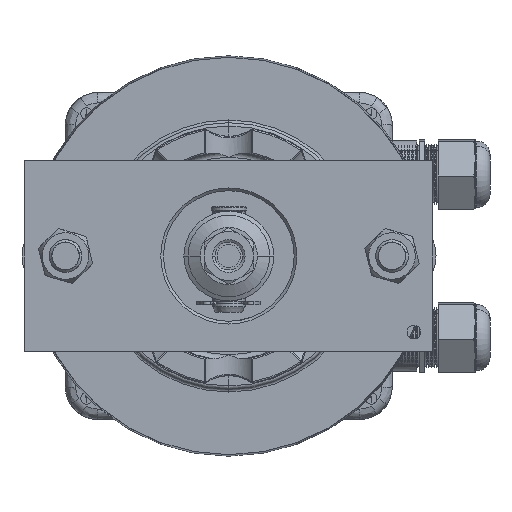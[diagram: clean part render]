
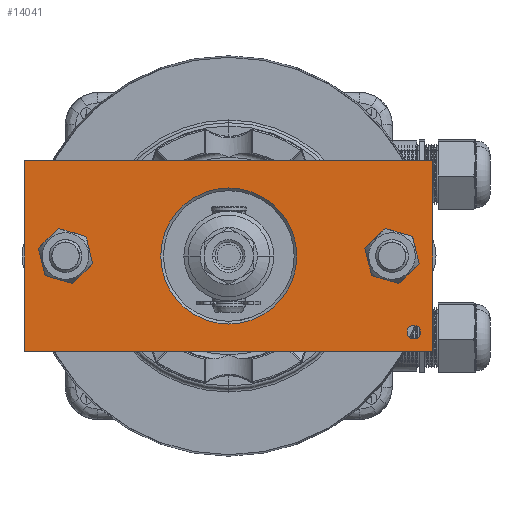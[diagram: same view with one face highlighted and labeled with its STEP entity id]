
A CAD part, front view. The second image highlights one B-rep face of the part: STEP entity #14041.
In plain terms, the highlighted face is planar.
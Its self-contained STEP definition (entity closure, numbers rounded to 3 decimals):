
#565 = CARTESIAN_POINT ( 'NONE',  ( 75., 20., 35. ) ) ;
#568 = CARTESIAN_POINT ( 'NONE',  ( 60., 20., -6.1 ) ) ;
#570 = CARTESIAN_POINT ( 'NONE',  ( 75., 20., -35. ) ) ;
#572 = CARTESIAN_POINT ( 'NONE',  ( -60., 20., 6.1 ) ) ;
#575 = CARTESIAN_POINT ( 'NONE',  ( 60., 20., 6.1 ) ) ;
#588 = CARTESIAN_POINT ( 'NONE',  ( 0., 20., 25. ) ) ;
#589 = CARTESIAN_POINT ( 'NONE',  ( 0., 20., -25. ) ) ;
#596 = CARTESIAN_POINT ( 'NONE',  ( -68., 20., -25.5 ) ) ;
#597 = CARTESIAN_POINT ( 'NONE',  ( -60., 20., -6.1 ) ) ;
#601 = CARTESIAN_POINT ( 'NONE',  ( -68., 20., -30.5 ) ) ;
#603 = CARTESIAN_POINT ( 'NONE',  ( -75., 20., -35. ) ) ;
#604 = CARTESIAN_POINT ( 'NONE',  ( -75., 20., 35. ) ) ;
#3312 = ORIENTED_EDGE ( 'NONE', *, *, #9349, .F. ) ;
#3313 = ORIENTED_EDGE ( 'NONE', *, *, #9059, .F. ) ;
#3314 = ORIENTED_EDGE ( 'NONE', *, *, #9061, .T. ) ;
#3316 = ORIENTED_EDGE ( 'NONE', *, *, #9053, .T. ) ;
#3317 = ORIENTED_EDGE ( 'NONE', *, *, #9063, .T. ) ;
#3318 = ORIENTED_EDGE ( 'NONE', *, *, #9065, .T. ) ;
#3327 = VERTEX_POINT ( 'NONE', #570 ) ;
#3328 = VERTEX_POINT ( 'NONE', #568 ) ;
#3330 = VERTEX_POINT ( 'NONE', #565 ) ;
#3331 = VERTEX_POINT ( 'NONE', #572 ) ;
#3335 = VERTEX_POINT ( 'NONE', #575 ) ;
#3348 = VERTEX_POINT ( 'NONE', #588 ) ;
#3349 = VERTEX_POINT ( 'NONE', #589 ) ;
#3356 = VERTEX_POINT ( 'NONE', #596 ) ;
#3357 = VERTEX_POINT ( 'NONE', #597 ) ;
#3361 = VERTEX_POINT ( 'NONE', #601 ) ;
#3363 = VERTEX_POINT ( 'NONE', #603 ) ;
#3364 = VERTEX_POINT ( 'NONE', #604 ) ;
#5450 = ORIENTED_EDGE ( 'NONE', *, *, #9067, .F. ) ;
#5452 = ORIENTED_EDGE ( 'NONE', *, *, #10599, .T. ) ;
#5454 = ORIENTED_EDGE ( 'NONE', *, *, #10594, .T. ) ;
#5455 = ORIENTED_EDGE ( 'NONE', *, *, #10612, .F. ) ;
#5457 = ORIENTED_EDGE ( 'NONE', *, *, #44917, .T. ) ;
#5465 = ORIENTED_EDGE ( 'NONE', *, *, #10582, .T. ) ;
#6557 = EDGE_LOOP ( 'NONE', ( #5454, #5457 ) ) ;
#6562 = EDGE_LOOP ( 'NONE', ( #3317, #3316, #3314, #3318 ) ) ;
#6566 = EDGE_LOOP ( 'NONE', ( #5465, #5452 ) ) ;
#6629 = EDGE_LOOP ( 'NONE', ( #3312, #3313 ) ) ;
#6635 = EDGE_LOOP ( 'NONE', ( #5455, #5450 ) ) ;
#9053 = EDGE_CURVE ( 'NONE', #3327, #3363, #17402, .T. ) ;
#9059 = EDGE_CURVE ( 'NONE', #3331, #3357, #17428, .T. ) ;
#9061 = EDGE_CURVE ( 'NONE', #3363, #3364, #17434, .T. ) ;
#9063 = EDGE_CURVE ( 'NONE', #3330, #3327, #17442, .T. ) ;
#9065 = EDGE_CURVE ( 'NONE', #3364, #3330, #17436, .T. ) ;
#9067 = EDGE_CURVE ( 'NONE', #3335, #3328, #17458, .T. ) ;
#9349 = EDGE_CURVE ( 'NONE', #3357, #3331, #18185, .T. ) ;
#10582 = EDGE_CURVE ( 'NONE', #3348, #3349, #18688, .T. ) ;
#10594 = EDGE_CURVE ( 'NONE', #3361, #3356, #18712, .T. ) ;
#10599 = EDGE_CURVE ( 'NONE', #3349, #3348, #18722, .T. ) ;
#10612 = EDGE_CURVE ( 'NONE', #3328, #3335, #18740, .T. ) ;
#14041 = ADVANCED_FACE ( 'NONE', ( #29052, #29057, #29047, #29054, #29055 ), #16084, .F. ) ;
#16083 = DIRECTION ( 'NONE',  ( 0., -1., 0. ) ) ;
#16084 = PLANE ( 'NONE',  #33878 ) ;
#16086 = CARTESIAN_POINT ( 'NONE',  ( 0., 20., 0. ) ) ;
#16088 = DIRECTION ( 'NONE',  ( 0., 0., -1. ) ) ;
#17402 = LINE ( 'NONE', #43998, #17418 ) ;
#17418 = VECTOR ( 'NONE', #44002, 1000. ) ;
#17428 = CIRCLE ( 'NONE', #28123, 6.1 ) ;
#17434 = LINE ( 'NONE', #44020, #17440 ) ;
#17436 = LINE ( 'NONE', #44019, #17456 ) ;
#17440 = VECTOR ( 'NONE', #44015, 1000. ) ;
#17442 = LINE ( 'NONE', #44026, #17448 ) ;
#17448 = VECTOR ( 'NONE', #44027, 1000. ) ;
#17456 = VECTOR ( 'NONE', #44030, 1000. ) ;
#17458 = CIRCLE ( 'NONE', #28126, 6.1 ) ;
#18185 = CIRCLE ( 'NONE', #28265, 6.1 ) ;
#18688 = CIRCLE ( 'NONE', #28318, 25. ) ;
#18712 = CIRCLE ( 'NONE', #28321, 2.5 ) ;
#18722 = CIRCLE ( 'NONE', #28322, 25. ) ;
#18740 = CIRCLE ( 'NONE', #28323, 6.1 ) ;
#19263 = CIRCLE ( 'NONE', #35897, 2.5 ) ;
#20130 = CARTESIAN_POINT ( 'NONE',  ( -68., 20., -28. ) ) ;
#20131 = DIRECTION ( 'NONE',  ( 0., -1., 0. ) ) ;
#20132 = DIRECTION ( 'NONE',  ( 0., 0., -1. ) ) ;
#28123 = AXIS2_PLACEMENT_3D ( 'NONE', #44016, #44017, #44018 ) ;
#28126 = AXIS2_PLACEMENT_3D ( 'NONE', #44034, #44035, #44036 ) ;
#28265 = AXIS2_PLACEMENT_3D ( 'NONE', #31546, #31547, #31548 ) ;
#28318 = AXIS2_PLACEMENT_3D ( 'NONE', #43696, #43697, #43698 ) ;
#28321 = AXIS2_PLACEMENT_3D ( 'NONE', #43712, #43713, #43714 ) ;
#28322 = AXIS2_PLACEMENT_3D ( 'NONE', #43719, #43720, #43721 ) ;
#28323 = AXIS2_PLACEMENT_3D ( 'NONE', #43746, #43747, #43748 ) ;
#29047 = FACE_BOUND ( 'NONE', #6635, .T. ) ;
#29052 = FACE_BOUND ( 'NONE', #6557, .T. ) ;
#29054 = FACE_OUTER_BOUND ( 'NONE', #6562, .T. ) ;
#29055 = FACE_BOUND ( 'NONE', #6629, .T. ) ;
#29057 = FACE_BOUND ( 'NONE', #6566, .T. ) ;
#31546 = CARTESIAN_POINT ( 'NONE',  ( -60., 20., 0. ) ) ;
#31547 = DIRECTION ( 'NONE',  ( 0., 1., 0. ) ) ;
#31548 = DIRECTION ( 'NONE',  ( 0., 0., -1. ) ) ;
#33878 = AXIS2_PLACEMENT_3D ( 'NONE', #16086, #16083, #16088 ) ;
#35897 = AXIS2_PLACEMENT_3D ( 'NONE', #20130, #20131, #20132 ) ;
#43696 = CARTESIAN_POINT ( 'NONE',  ( 0., 20., 0. ) ) ;
#43697 = DIRECTION ( 'NONE',  ( 0., -1., 0. ) ) ;
#43698 = DIRECTION ( 'NONE',  ( 0., 0., -1. ) ) ;
#43712 = CARTESIAN_POINT ( 'NONE',  ( -68., 20., -28. ) ) ;
#43713 = DIRECTION ( 'NONE',  ( 0., -1., 0. ) ) ;
#43714 = DIRECTION ( 'NONE',  ( 0., 0., -1. ) ) ;
#43719 = CARTESIAN_POINT ( 'NONE',  ( 0., 20., 0. ) ) ;
#43720 = DIRECTION ( 'NONE',  ( 0., -1., 0. ) ) ;
#43721 = DIRECTION ( 'NONE',  ( 0., 0., -1. ) ) ;
#43746 = CARTESIAN_POINT ( 'NONE',  ( 60., 20., 0. ) ) ;
#43747 = DIRECTION ( 'NONE',  ( 0., 1., 0. ) ) ;
#43748 = DIRECTION ( 'NONE',  ( 0., 0., 1. ) ) ;
#43998 = CARTESIAN_POINT ( 'NONE',  ( 75., 20., -35. ) ) ;
#44002 = DIRECTION ( 'NONE',  ( -1., 0., 0. ) ) ;
#44015 = DIRECTION ( 'NONE',  ( 0., 0., 1. ) ) ;
#44016 = CARTESIAN_POINT ( 'NONE',  ( -60., 20., 0. ) ) ;
#44017 = DIRECTION ( 'NONE',  ( 0., 1., 0. ) ) ;
#44018 = DIRECTION ( 'NONE',  ( 0., 0., -1. ) ) ;
#44019 = CARTESIAN_POINT ( 'NONE',  ( 75., 20., 35. ) ) ;
#44020 = CARTESIAN_POINT ( 'NONE',  ( -75., 20., -35. ) ) ;
#44026 = CARTESIAN_POINT ( 'NONE',  ( 75., 20., -35. ) ) ;
#44027 = DIRECTION ( 'NONE',  ( 0., 0., -1. ) ) ;
#44030 = DIRECTION ( 'NONE',  ( 1., 0., 0. ) ) ;
#44034 = CARTESIAN_POINT ( 'NONE',  ( 60., 20., 0. ) ) ;
#44035 = DIRECTION ( 'NONE',  ( 0., 1., 0. ) ) ;
#44036 = DIRECTION ( 'NONE',  ( 0., 0., 1. ) ) ;
#44917 = EDGE_CURVE ( 'NONE', #3356, #3361, #19263, .T. ) ;
